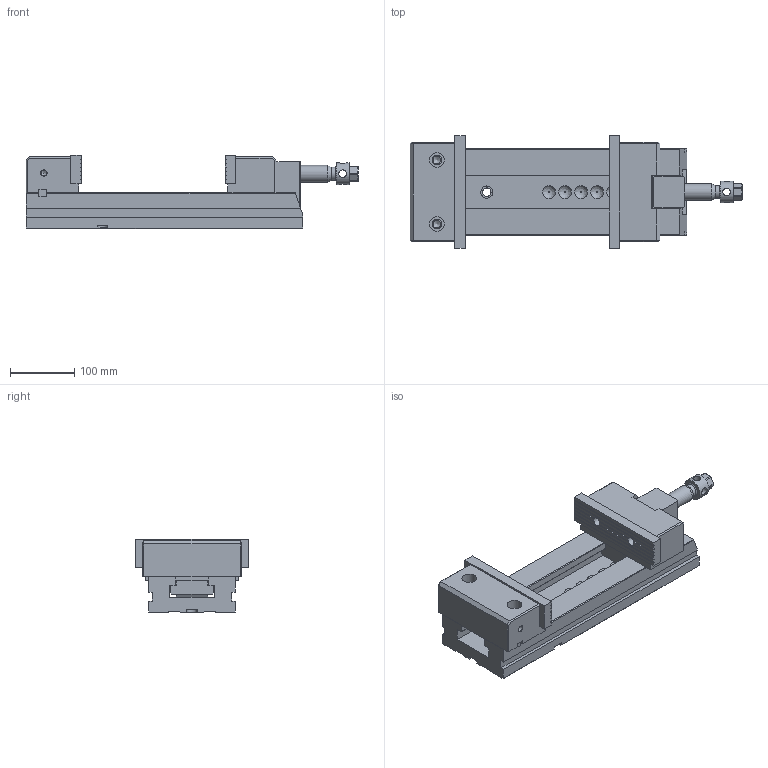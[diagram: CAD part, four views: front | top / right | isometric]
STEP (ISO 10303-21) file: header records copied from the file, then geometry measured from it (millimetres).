
FILE_DESCRIPTION(/* description */ (''),/* implementation_level */ '2;1');
FILE_NAME(/* name */ '29_175_Mordaza.stp',/* time_stamp */ '2013-07-09T12:53:14+02:00',/* author */ (''),/* organization */ (''),/* preprocessor_version */ 'ST-DEVELOPER v11',/* originating_system */ 'SIEMENS PLM Software NX 7.5',/* authorisation */ '');
FILE_SCHEMA (('AUTOMOTIVE_DESIGN { 1 0 10303 214 1 1 1 1 }'));
Length unit declared in the file: millimetre
Products named in the file (1): 29_175_Mordaza
Bounding box: 518.1 x 175 x 114.5 mm (x, y, z)
Volume: 3937779.2 mm3; surface area: 481097.1 mm2
Topology: 12 solids, 12 shells, 454 faces, 1215 edges, 798 vertices
Faces by surface type: plane 296, cylinder 85, cone 53, torus 9, bspline 9, sphere 2
Full cylindrical faces by diameter (mm): 4.351 x1, 5.188 x5, 6.985 x4, 8.4 x4, 8.782 x2, 10.579 x4, 12 x4, 12.376 x2, 13 x6, 14 x4, 15 x2, 16 x2, 16.5 x1, 19 x6, 20 x3, 21.25 x1, 23 x2, 26 x1, 30 x2, 33.8 x1, 34 x3
Entity records: 16819 total; most frequent: CARTESIAN_POINT 2908, DIRECTION 2151, ORIENTED_EDGE 2034, EDGE_CURVE 1017, VERTEX_POINT 747, AXIS2_PLACEMENT_3D 731, LINE 689, VECTOR 689
